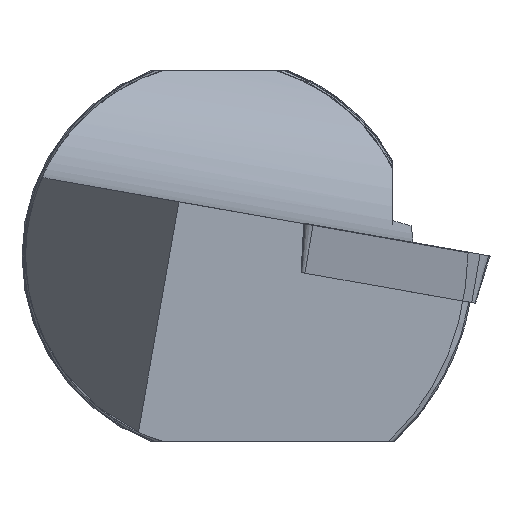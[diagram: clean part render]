
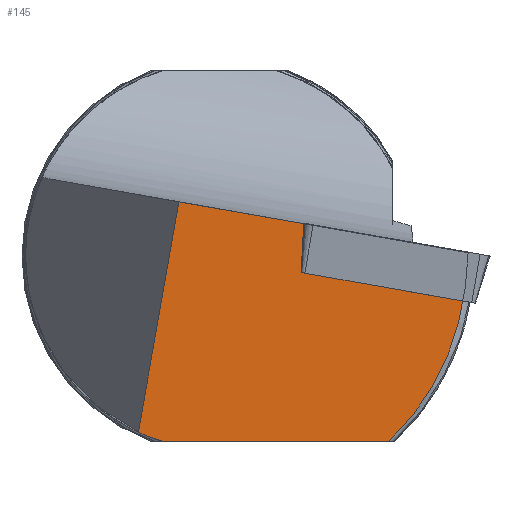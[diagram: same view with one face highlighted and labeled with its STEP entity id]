
A CAD part, left-side view. The second image highlights one B-rep face of the part: STEP entity #145.
In plain terms, the highlighted planar face has unit normal (-1, 0.017, 0.003).
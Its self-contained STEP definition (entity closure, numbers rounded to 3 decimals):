
#55=PLANE('',#918);
#145=ADVANCED_FACE('',(#205),#55,.T.);
#205=FACE_OUTER_BOUND('',#248,.T.);
#248=EDGE_LOOP('',(#480,#481,#482,#483,#484));
#298=LINE('',#1437,#335);
#299=LINE('',#1442,#336);
#300=LINE('',#1453,#337);
#335=VECTOR('',#1065,1.);
#336=VECTOR('',#1068,1.);
#337=VECTOR('',#1069,1.);
#382=B_SPLINE_CURVE_WITH_KNOTS('',3,(#1444,#1445,#1446,#1447,#1448,#1449,
#1450,#1451),.UNSPECIFIED.,.F.,.F.,(4,2,2,4),(0.,0.5,0.75,1.),
 .UNSPECIFIED.);
#480=ORIENTED_EDGE('',*,*,#803,.T.);
#481=ORIENTED_EDGE('',*,*,#804,.T.);
#482=ORIENTED_EDGE('',*,*,#805,.F.);
#483=ORIENTED_EDGE('',*,*,#806,.T.);
#484=ORIENTED_EDGE('',*,*,#807,.F.);
#700=VERTEX_POINT('',#1438);
#701=VERTEX_POINT('',#1439);
#702=VERTEX_POINT('',#1441);
#703=VERTEX_POINT('',#1443);
#704=VERTEX_POINT('',#1452);
#803=EDGE_CURVE('',#700,#701,#298,.T.);
#804=EDGE_CURVE('',#701,#702,#875,.T.);
#805=EDGE_CURVE('',#703,#702,#299,.T.);
#806=EDGE_CURVE('',#703,#704,#382,.T.);
#807=EDGE_CURVE('',#700,#704,#300,.T.);
#875=ELLIPSE('',#917,15.702,15.7);
#917=AXIS2_PLACEMENT_3D('',#1440,#1066,#1067);
#918=AXIS2_PLACEMENT_3D('',#1454,#1070,#1071);
#1065=DIRECTION('',(0.,0.174,-0.985));
#1066=DIRECTION('',(-1.,0.017,0.003));
#1067=DIRECTION('',(-0.017,-0.985,-0.174));
#1068=DIRECTION('',(0.017,1.,0.));
#1069=DIRECTION('',(-0.017,-0.985,-0.174));
#1070=DIRECTION('',(-1.,0.017,0.003));
#1071=DIRECTION('',(-0.017,-1.,0.));
#1437=CARTESIAN_POINT('',(1.461,17.013,54.025));
#1438=CARTESIAN_POINT('',(1.461,25.748,4.489));
#1439=CARTESIAN_POINT('',(1.461,29.035,-14.155));
#1440=CARTESIAN_POINT('',(1.391,22.46,0.102));
#1441=CARTESIAN_POINT('',(1.426,27.096,-14.898));
#1442=CARTESIAN_POINT('',(0.845,-6.668,-14.898));
#1443=CARTESIAN_POINT('',(1.11,8.739,-14.898));
#1444=CARTESIAN_POINT('',(1.11,8.739,-14.898));
#1445=CARTESIAN_POINT('',(1.081,6.674,-12.933));
#1446=CARTESIAN_POINT('',(1.06,5.049,-10.547));
#1447=CARTESIAN_POINT('',(1.044,3.441,-6.602));
#1448=CARTESIAN_POINT('',(1.042,3.055,-5.244));
#1449=CARTESIAN_POINT('',(1.041,2.541,-2.452));
#1450=CARTESIAN_POINT('',(1.042,2.349,-1.039));
#1451=CARTESIAN_POINT('',(1.046,2.336,0.361));
#1452=CARTESIAN_POINT('',(1.046,2.336,0.361));
#1453=CARTESIAN_POINT('',(1.041,2.063,0.313));
#1454=CARTESIAN_POINT('',(1.041,-6.671,49.849));
